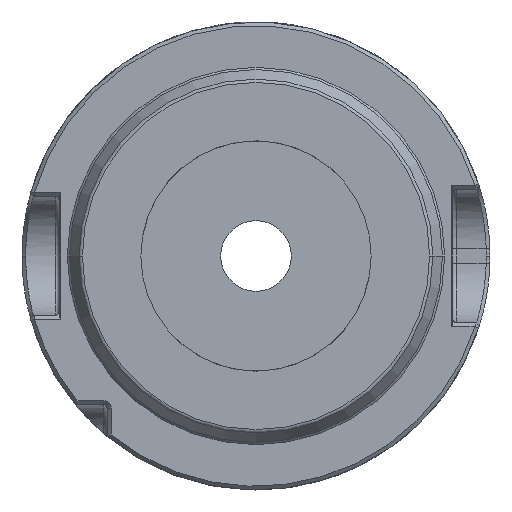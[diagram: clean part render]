
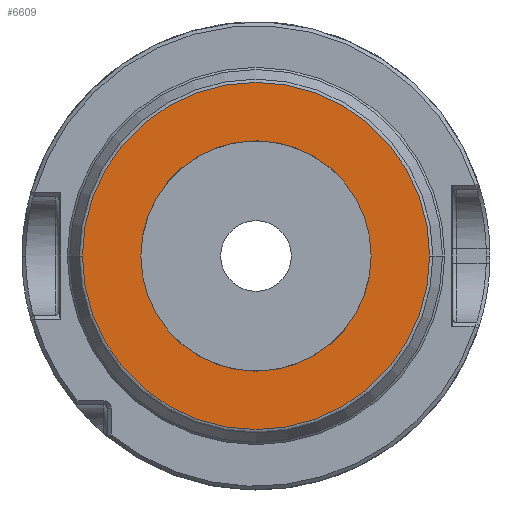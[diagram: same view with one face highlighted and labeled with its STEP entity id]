
A CAD part, front view. The second image highlights one B-rep face of the part: STEP entity #6609.
In plain terms, the highlighted planar face has unit normal (0, -1, 0).
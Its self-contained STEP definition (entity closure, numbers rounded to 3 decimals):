
#2181=CARTESIAN_POINT('',(0.,-89.8,0.));
#2182=DIRECTION('',(0.,1.,0.));
#2183=DIRECTION('',(1.,0.,0.));
#2184=AXIS2_PLACEMENT_3D('',#2181,#2182,#2183);
#2196=CARTESIAN_POINT('',(0.,-89.8,0.));
#2197=DIRECTION('',(0.,1.,0.));
#2198=DIRECTION('',(-1.,0.,0.));
#2199=AXIS2_PLACEMENT_3D('',#2196,#2197,#2198);
#2211=CARTESIAN_POINT('',(0.,-89.8,0.));
#2212=DIRECTION('',(0.,1.,0.));
#2213=DIRECTION('',(1.,0.,0.));
#2214=AXIS2_PLACEMENT_3D('',#2211,#2212,#2213);
#2216=CARTESIAN_POINT('',(0.,-89.8,0.));
#2217=DIRECTION('',(0.,-1.,0.));
#2218=DIRECTION('',(1.,0.,0.));
#2219=AXIS2_PLACEMENT_3D('',#2216,#2217,#2218);
#4027=CARTESIAN_POINT('',(-23.368,-89.8,0.));
#4028=CARTESIAN_POINT('',(23.368,-89.8,0.));
#4029=VERTEX_POINT('',#4027);
#4030=VERTEX_POINT('',#4028);
#4047=CARTESIAN_POINT('',(15.5,-89.8,0.));
#4048=CARTESIAN_POINT('',(-15.5,-89.8,0.));
#4049=VERTEX_POINT('',#4047);
#4050=VERTEX_POINT('',#4048);
#6594=CARTESIAN_POINT('',(0.,-89.8,0.));
#6595=DIRECTION('',(0.,-1.,0.));
#6596=DIRECTION('',(-1.,0.,0.));
#6597=AXIS2_PLACEMENT_3D('',#6594,#6595,#6596);
#6598=PLANE('',#6597);
#6599=ORIENTED_EDGE('',*,*,#6576,.T.);
#6600=ORIENTED_EDGE('',*,*,#6561,.T.);
#6601=EDGE_LOOP('',(#6599,#6600));
#6602=FACE_OUTER_BOUND('',#6601,.F.);
#6604=ORIENTED_EDGE('',*,*,#6603,.F.);
#6606=ORIENTED_EDGE('',*,*,#6605,.T.);
#6607=EDGE_LOOP('',(#6604,#6606));
#6608=FACE_BOUND('',#6607,.F.);
#6609=ADVANCED_FACE('',(#6602,#6608),#6598,.T.);
#2185=CIRCLE('',#2184,23.368);
#2200=CIRCLE('',#2199,23.368);
#2215=CIRCLE('',#2214,15.5);
#2220=CIRCLE('',#2219,15.5);
#6561=EDGE_CURVE('',#4030,#4029,#2185,.T.);
#6576=EDGE_CURVE('',#4029,#4030,#2200,.T.);
#6603=EDGE_CURVE('',#4049,#4050,#2215,.T.);
#6605=EDGE_CURVE('',#4049,#4050,#2220,.T.);
